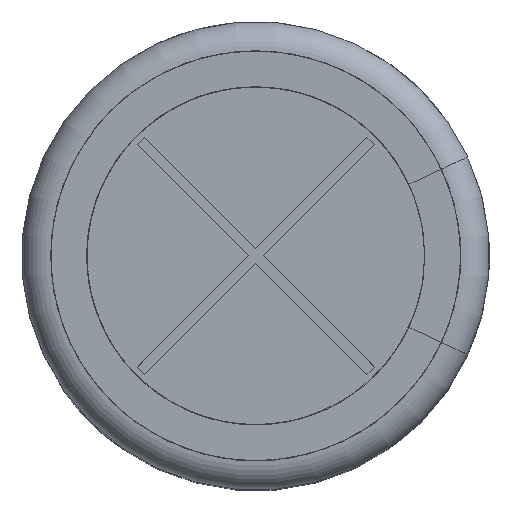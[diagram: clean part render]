
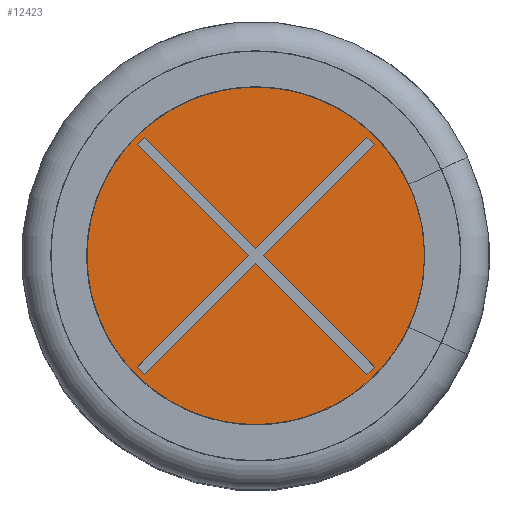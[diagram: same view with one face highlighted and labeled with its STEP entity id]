
A CAD part, top view. The second image highlights one B-rep face of the part: STEP entity #12423.
In plain terms, the highlighted planar face has unit normal (0, 0, 1).
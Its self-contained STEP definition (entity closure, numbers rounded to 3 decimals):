
#1016=LINE('',#24973,#1677);
#1019=LINE('',#24979,#1680);
#1021=LINE('',#24983,#1682);
#1023=LINE('',#24987,#1684);
#1025=LINE('',#24991,#1686);
#1027=LINE('',#24995,#1688);
#1029=LINE('',#24999,#1690);
#1031=LINE('',#25003,#1692);
#1033=LINE('',#25007,#1694);
#1035=LINE('',#25011,#1696);
#1037=LINE('',#25015,#1698);
#1039=LINE('',#25019,#1700);
#1677=VECTOR('',#15511,1000.);
#1680=VECTOR('',#15516,1000.);
#1682=VECTOR('',#15520,1000.);
#1684=VECTOR('',#15524,1000.);
#1686=VECTOR('',#15528,1000.);
#1688=VECTOR('',#15532,1000.);
#1690=VECTOR('',#15536,1000.);
#1692=VECTOR('',#15540,1000.);
#1694=VECTOR('',#15544,1000.);
#1696=VECTOR('',#15548,1000.);
#1698=VECTOR('',#15552,1000.);
#1700=VECTOR('',#15556,1000.);
#4295=ORIENTED_EDGE('',*,*,#5537,.T.);
#4296=ORIENTED_EDGE('',*,*,#5560,.T.);
#4297=ORIENTED_EDGE('',*,*,#5558,.T.);
#4298=ORIENTED_EDGE('',*,*,#5556,.T.);
#4299=ORIENTED_EDGE('',*,*,#5554,.T.);
#4300=ORIENTED_EDGE('',*,*,#5552,.T.);
#4301=ORIENTED_EDGE('',*,*,#5550,.T.);
#4302=ORIENTED_EDGE('',*,*,#5548,.T.);
#4303=ORIENTED_EDGE('',*,*,#5546,.T.);
#4304=ORIENTED_EDGE('',*,*,#5544,.T.);
#4305=ORIENTED_EDGE('',*,*,#5542,.T.);
#4306=ORIENTED_EDGE('',*,*,#5540,.T.);
#4307=ORIENTED_EDGE('',*,*,#5564,.F.);
#5537=EDGE_CURVE('',#6404,#6405,#1016,.T.);
#5540=EDGE_CURVE('',#6406,#6404,#1019,.T.);
#5542=EDGE_CURVE('',#6407,#6406,#1021,.T.);
#5544=EDGE_CURVE('',#6408,#6407,#1023,.T.);
#5546=EDGE_CURVE('',#6409,#6408,#1025,.T.);
#5548=EDGE_CURVE('',#6410,#6409,#1027,.T.);
#5550=EDGE_CURVE('',#6411,#6410,#1029,.T.);
#5552=EDGE_CURVE('',#6412,#6411,#1031,.T.);
#5554=EDGE_CURVE('',#6413,#6412,#1033,.T.);
#5556=EDGE_CURVE('',#6414,#6413,#1035,.T.);
#5558=EDGE_CURVE('',#6415,#6414,#1037,.T.);
#5560=EDGE_CURVE('',#6405,#6415,#1039,.T.);
#5564=EDGE_CURVE('',#6419,#6419,#6718,.T.);
#6404=VERTEX_POINT('',#24974);
#6405=VERTEX_POINT('',#24975);
#6406=VERTEX_POINT('',#24980);
#6407=VERTEX_POINT('',#24984);
#6408=VERTEX_POINT('',#24988);
#6409=VERTEX_POINT('',#24992);
#6410=VERTEX_POINT('',#24996);
#6411=VERTEX_POINT('',#25000);
#6412=VERTEX_POINT('',#25004);
#6413=VERTEX_POINT('',#25008);
#6414=VERTEX_POINT('',#25012);
#6415=VERTEX_POINT('',#25016);
#6419=VERTEX_POINT('',#25030);
#6718=CIRCLE('',#13258,7.012);
#7341=EDGE_LOOP('',(#4295,#4296,#4297,#4298,#4299,#4300,#4301,#4302,#4303,
#4304,#4305,#4306));
#7342=EDGE_LOOP('',(#4307));
#7973=FACE_BOUND('',#7341,.T.);
#7974=FACE_BOUND('',#7342,.T.);
#8305=PLANE('',#13259);
#12423=ADVANCED_FACE('',(#7973,#7974),#8305,.T.);
#13258=AXIS2_PLACEMENT_3D('',#25029,#15569,#15570);
#13259=AXIS2_PLACEMENT_3D('',#25031,#15571,#15572);
#15511=DIRECTION('',(0.707,0.707,0.));
#15516=DIRECTION('',(-0.707,0.707,0.));
#15520=DIRECTION('',(0.707,0.707,0.));
#15524=DIRECTION('',(-0.707,0.707,0.));
#15528=DIRECTION('',(-0.707,-0.707,0.));
#15532=DIRECTION('',(-0.707,0.707,0.));
#15536=DIRECTION('',(-0.707,-0.707,0.));
#15540=DIRECTION('',(0.707,-0.707,0.));
#15544=DIRECTION('',(-0.707,-0.707,0.));
#15548=DIRECTION('',(0.707,-0.707,0.));
#15552=DIRECTION('',(0.707,0.707,0.));
#15556=DIRECTION('',(0.707,-0.707,0.));
#15569=DIRECTION('',(0.,0.,-1.));
#15570=DIRECTION('',(-1.,0.,0.));
#15571=DIRECTION('',(0.,0.,1.));
#15572=DIRECTION('',(1.,0.,0.));
#24973=CARTESIAN_POINT('',(-3.801,4.052,20.78));
#24974=CARTESIAN_POINT('',(-4.052,3.801,20.78));
#24975=CARTESIAN_POINT('',(-3.801,4.052,20.78));
#24979=CARTESIAN_POINT('',(-0.251,0.,20.78));
#24980=CARTESIAN_POINT('',(-0.251,0.,20.78));
#24983=CARTESIAN_POINT('',(-0.251,0.,20.78));
#24984=CARTESIAN_POINT('',(-4.052,-3.801,20.78));
#24987=CARTESIAN_POINT('',(-3.801,-4.052,20.78));
#24988=CARTESIAN_POINT('',(-3.801,-4.052,20.78));
#24991=CARTESIAN_POINT('',(0.,-0.251,20.78));
#24992=CARTESIAN_POINT('',(0.,-0.251,20.78));
#24995=CARTESIAN_POINT('',(0.,-0.251,20.78));
#24996=CARTESIAN_POINT('',(3.801,-4.052,20.78));
#24999=CARTESIAN_POINT('',(4.052,-3.801,20.78));
#25000=CARTESIAN_POINT('',(4.052,-3.801,20.78));
#25003=CARTESIAN_POINT('',(0.251,0.,20.78));
#25004=CARTESIAN_POINT('',(0.251,0.,20.78));
#25007=CARTESIAN_POINT('',(0.251,0.,20.78));
#25008=CARTESIAN_POINT('',(4.052,3.801,20.78));
#25011=CARTESIAN_POINT('',(4.052,3.801,20.78));
#25012=CARTESIAN_POINT('',(3.801,4.052,20.78));
#25015=CARTESIAN_POINT('',(0.,0.251,20.78));
#25016=CARTESIAN_POINT('',(0.,0.251,20.78));
#25019=CARTESIAN_POINT('',(0.,0.251,20.78));
#25029=CARTESIAN_POINT('',(0.,0.,20.78));
#25030=CARTESIAN_POINT('',(-7.012,0.,20.78));
#25031=CARTESIAN_POINT('',(-7.012,0.,20.78));
